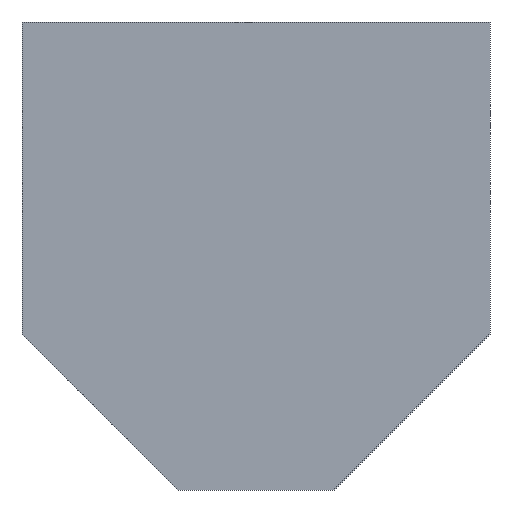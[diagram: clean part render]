
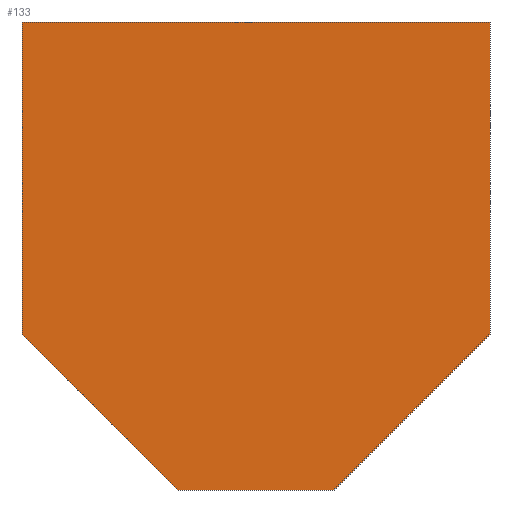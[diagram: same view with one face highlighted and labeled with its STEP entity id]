
A CAD part, front view. The second image highlights one B-rep face of the part: STEP entity #133.
In plain terms, the highlighted planar face has unit normal (0, -1, 0).
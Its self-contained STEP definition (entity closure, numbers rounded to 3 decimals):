
#19=FACE_OUTER_BOUND('',#27,.T.);
#27=EDGE_LOOP('',(#105,#106,#107,#108,#109,#110));
#31=LINE('',#197,#47);
#37=LINE('',#208,#53);
#41=LINE('',#216,#57);
#42=LINE('',#219,#58);
#43=LINE('',#221,#59);
#44=LINE('',#222,#60);
#47=VECTOR('',#163,10.);
#53=VECTOR('',#171,10.);
#57=VECTOR('',#179,10.);
#58=VECTOR('',#182,10.);
#59=VECTOR('',#183,10.);
#60=VECTOR('',#184,10.);
#63=VERTEX_POINT('',#195);
#64=VERTEX_POINT('',#196);
#68=VERTEX_POINT('',#206);
#70=VERTEX_POINT('',#214);
#71=VERTEX_POINT('',#218);
#72=VERTEX_POINT('',#220);
#73=EDGE_CURVE('',#63,#64,#31,.T.);
#79=EDGE_CURVE('',#63,#68,#37,.T.);
#83=EDGE_CURVE('',#70,#68,#41,.T.);
#84=EDGE_CURVE('',#71,#70,#42,.T.);
#85=EDGE_CURVE('',#72,#71,#43,.T.);
#86=EDGE_CURVE('',#64,#72,#44,.T.);
#105=ORIENTED_EDGE('',*,*,#73,.F.);
#106=ORIENTED_EDGE('',*,*,#79,.T.);
#107=ORIENTED_EDGE('',*,*,#83,.F.);
#108=ORIENTED_EDGE('',*,*,#84,.F.);
#109=ORIENTED_EDGE('',*,*,#85,.F.);
#110=ORIENTED_EDGE('',*,*,#86,.F.);
#125=PLANE('',#155);
#133=ADVANCED_FACE('',(#19),#125,.T.);
#155=AXIS2_PLACEMENT_3D('',#217,#180,#181);
#163=DIRECTION('',(-0.707,0.,0.707));
#171=DIRECTION('',(1.,0.,0.));
#179=DIRECTION('',(-0.707,0.,-0.707));
#180=DIRECTION('center_axis',(0.,-1.,0.));
#181=DIRECTION('ref_axis',(0.,0.,-1.));
#182=DIRECTION('',(0.,0.,-1.));
#183=DIRECTION('',(1.,0.,0.));
#184=DIRECTION('',(0.,0.,1.));
#195=CARTESIAN_POINT('',(50.,0.,0.));
#196=CARTESIAN_POINT('',(0.,0.,50.));
#197=CARTESIAN_POINT('',(-12.5,0.,62.5));
#206=CARTESIAN_POINT('',(100.,0.,0.));
#208=CARTESIAN_POINT('',(0.,0.,0.));
#214=CARTESIAN_POINT('',(150.,0.,50.));
#216=CARTESIAN_POINT('',(125.,0.,25.));
#217=CARTESIAN_POINT('Origin',(0.,0.,150.));
#218=CARTESIAN_POINT('',(150.,0.,150.));
#219=CARTESIAN_POINT('',(150.,0.,0.));
#220=CARTESIAN_POINT('',(0.,0.,150.));
#221=CARTESIAN_POINT('',(0.,0.,150.));
#222=CARTESIAN_POINT('',(0.,0.,0.));
